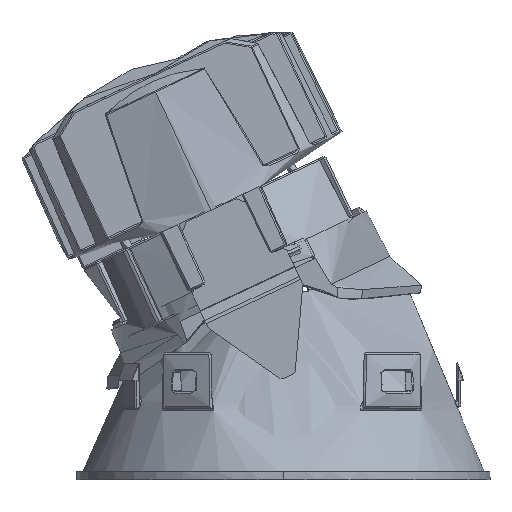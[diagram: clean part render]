
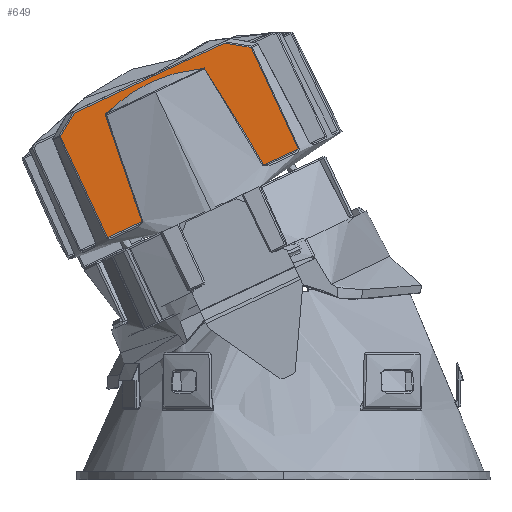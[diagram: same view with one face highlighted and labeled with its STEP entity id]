
A CAD part, left-side view. The second image highlights one B-rep face of the part: STEP entity #649.
In plain terms, the highlighted planar face has unit normal (-1, 0.011, 0.024).
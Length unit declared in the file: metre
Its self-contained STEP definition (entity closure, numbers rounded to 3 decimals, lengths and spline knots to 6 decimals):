
#649=ADVANCED_FACE('',(#2076),#22132,.T.);
#2076=FACE_OUTER_BOUND('',#3534,.T.);
#3534=EDGE_LOOP('',(#7567,#7568,#7569,#7570,#7571,#7572));
#7567=ORIENTED_EDGE('',*,*,#13114,.F.);
#7568=ORIENTED_EDGE('',*,*,#13085,.F.);
#7569=ORIENTED_EDGE('',*,*,#13182,.F.);
#7570=ORIENTED_EDGE('',*,*,#13186,.F.);
#7571=ORIENTED_EDGE('',*,*,#13086,.F.);
#7572=ORIENTED_EDGE('',*,*,#13119,.F.);
#13085=EDGE_CURVE('',#20015,#20014,#15700,.T.);
#13086=EDGE_CURVE('',#20013,#20017,#15701,.T.);
#13114=EDGE_CURVE('',#20014,#20012,#17389,.T.);
#13119=EDGE_CURVE('',#20012,#20013,#17394,.T.);
#13182=EDGE_CURVE('',#20016,#20015,#17450,.T.);
#13186=EDGE_CURVE('',#20017,#20016,#17454,.T.);
#15700=B_SPLINE_CURVE_WITH_KNOTS('',1,(#70682,#70683),.UNSPECIFIED.,.F.,
 .F.,(2,2),(-0.064601,0.),.UNSPECIFIED.);
#15701=B_SPLINE_CURVE_WITH_KNOTS('',1,(#70684,#70685),.UNSPECIFIED.,.F.,
 .F.,(2,2),(0.,0.050842),.UNSPECIFIED.);
#17389=(
BOUNDED_CURVE()
B_SPLINE_CURVE(3,(#70861,#70862,#70863,#70864),.UNSPECIFIED.,.F.,.F.)
B_SPLINE_CURVE_WITH_KNOTS((4,4),(-0.034327,0.),.UNSPECIFIED.)
CURVE()
GEOMETRIC_REPRESENTATION_ITEM()
RATIONAL_B_SPLINE_CURVE((1.,1.,1.,1.))
REPRESENTATION_ITEM('')
);
#17394=(
BOUNDED_CURVE()
B_SPLINE_CURVE(3,(#70878,#70879,#70880,#70881),.UNSPECIFIED.,.F.,.F.)
B_SPLINE_CURVE_WITH_KNOTS((4,4),(0.,1.),.UNSPECIFIED.)
CURVE()
GEOMETRIC_REPRESENTATION_ITEM()
RATIONAL_B_SPLINE_CURVE((1.,1.,1.,1.))
REPRESENTATION_ITEM('')
);
#17450=(
BOUNDED_CURVE()
B_SPLINE_CURVE(3,(#71209,#71210,#71211,#71212),.UNSPECIFIED.,.F.,.F.)
B_SPLINE_CURVE_WITH_KNOTS((4,4),(0.,0.034327),.UNSPECIFIED.)
CURVE()
GEOMETRIC_REPRESENTATION_ITEM()
RATIONAL_B_SPLINE_CURVE((1.,1.,1.,1.))
REPRESENTATION_ITEM('')
);
#17454=(
BOUNDED_CURVE()
B_SPLINE_CURVE(3,(#71223,#71224,#71225,#71226),.UNSPECIFIED.,.F.,.F.)
B_SPLINE_CURVE_WITH_KNOTS((4,4),(-1.,0.),.UNSPECIFIED.)
CURVE()
GEOMETRIC_REPRESENTATION_ITEM()
RATIONAL_B_SPLINE_CURVE((1.,1.,1.,1.))
REPRESENTATION_ITEM('')
);
#20012=VERTEX_POINT('',#68599);
#20013=VERTEX_POINT('',#68600);
#20014=VERTEX_POINT('',#68601);
#20015=VERTEX_POINT('',#68602);
#20016=VERTEX_POINT('',#68603);
#20017=VERTEX_POINT('',#68604);
#22132=PLANE('',#22501);
#22501=AXIS2_PLACEMENT_3D('',#48419,#22786,$);
#22786=DIRECTION('',(-1.,0.011,0.024));
#48419=CARTESIAN_POINT('',(-0.016187,-0.287221,0.883391));
#68599=CARTESIAN_POINT('',(-0.032839,0.068591,0.015827));
#68600=CARTESIAN_POINT('',(-0.032715,0.064294,0.023028));
#68601=CARTESIAN_POINT('',(-0.033737,0.054036,-0.015249));
#68602=CARTESIAN_POINT('',(-0.033737,-0.004512,0.012052));
#68603=CARTESIAN_POINT('',(-0.032839,0.009937,0.043177));
#68604=CARTESIAN_POINT('',(-0.032715,0.018216,0.044515));
#70682=CARTESIAN_POINT('',(-0.033737,-0.004512,0.012052));
#70683=CARTESIAN_POINT('',(-0.033737,0.054036,-0.015249));
#70684=CARTESIAN_POINT('',(-0.032715,0.064294,0.023028));
#70685=CARTESIAN_POINT('',(-0.032715,0.018216,0.044515));
#70861=CARTESIAN_POINT('',(-0.033737,0.054036,-0.015249));
#70862=CARTESIAN_POINT('',(-0.033438,0.058885,-0.004901));
#70863=CARTESIAN_POINT('',(-0.033138,0.063737,0.005458));
#70864=CARTESIAN_POINT('',(-0.032839,0.068591,0.015827));
#70878=CARTESIAN_POINT('',(-0.032839,0.068591,0.015827));
#70879=CARTESIAN_POINT('',(-0.032796,0.067227,0.018264));
#70880=CARTESIAN_POINT('',(-0.032754,0.065801,0.020679));
#70881=CARTESIAN_POINT('',(-0.032715,0.064294,0.023028));
#71209=CARTESIAN_POINT('',(-0.032839,0.009937,0.043177));
#71210=CARTESIAN_POINT('',(-0.033138,0.005114,0.032794));
#71211=CARTESIAN_POINT('',(-0.033438,0.000297,0.022419));
#71212=CARTESIAN_POINT('',(-0.033737,-0.004512,0.012052));
#71223=CARTESIAN_POINT('',(-0.032715,0.018216,0.044515));
#71224=CARTESIAN_POINT('',(-0.032754,0.015448,0.044159));
#71225=CARTESIAN_POINT('',(-0.032796,0.012681,0.0437));
#71226=CARTESIAN_POINT('',(-0.032839,0.009937,0.043177));
